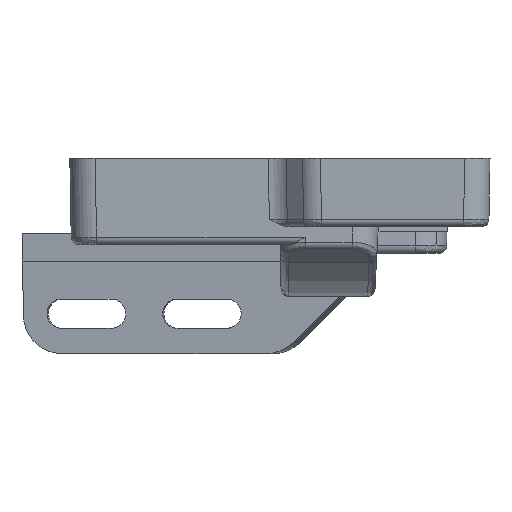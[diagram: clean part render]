
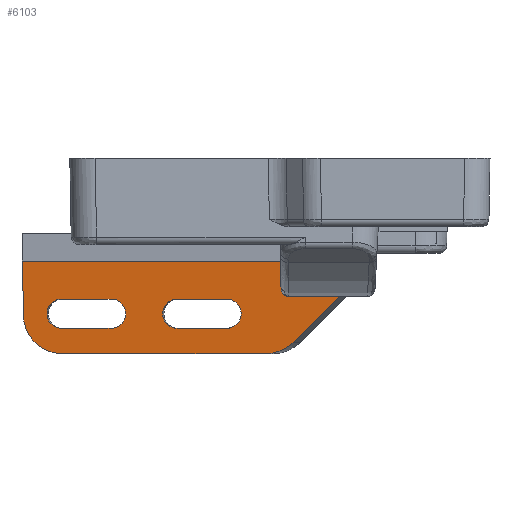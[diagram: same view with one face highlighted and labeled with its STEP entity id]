
A CAD part, left-side view. The second image highlights one B-rep face of the part: STEP entity #6103.
In plain terms, the highlighted planar face has unit normal (-0.993, 0.122, 0).
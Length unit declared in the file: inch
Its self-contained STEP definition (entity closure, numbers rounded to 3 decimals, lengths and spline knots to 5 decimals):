
#136=FACE_BOUND('',#2288,.T.);
#137=FACE_BOUND('',#2289,.T.);
#322=PLANE('',#6629);
#653=LINE('',#9638,#1255);
#848=LINE('',#10538,#1450);
#867=LINE('',#10588,#1469);
#868=LINE('',#10590,#1470);
#869=LINE('',#10592,#1471);
#870=LINE('',#10596,#1472);
#871=LINE('',#10599,#1473);
#872=LINE('',#10602,#1474);
#873=LINE('',#10606,#1475);
#874=LINE('',#10610,#1476);
#875=LINE('',#10614,#1477);
#1255=VECTOR('',#7450,0.11054);
#1450=VECTOR('',#7965,0.20234);
#1469=VECTOR('',#8016,1.02671);
#1470=VECTOR('',#8017,0.11002);
#1471=VECTOR('',#8018,0.32523);
#1472=VECTOR('',#8021,0.81242);
#1473=VECTOR('',#8024,0.25915);
#1474=VECTOR('',#8025,0.19661);
#1475=VECTOR('',#8028,0.19661);
#1476=VECTOR('',#8031,0.19661);
#1477=VECTOR('',#8034,0.19661);
#1900=FACE_OUTER_BOUND('',#2287,.T.);
#2287=EDGE_LOOP('',(#5292,#5293,#5294,#5295,#5296,#5297,#5298,#5299,#5300,
#5301));
#2288=EDGE_LOOP('',(#5302,#5303,#5304,#5305));
#2289=EDGE_LOOP('',(#5306,#5307,#5308,#5309));
#2500=ELLIPSE('',#6452,0.03023,0.03);
#2647=CIRCLE('',#6630,0.153);
#2648=CIRCLE('',#6631,0.153);
#2649=CIRCLE('',#6632,0.058);
#2650=CIRCLE('',#6633,0.058);
#2651=CIRCLE('',#6634,0.058);
#2652=CIRCLE('',#6635,0.058);
#2980=VERTEX_POINT('',#9610);
#2981=VERTEX_POINT('',#9611);
#2988=VERTEX_POINT('',#9636);
#3139=VERTEX_POINT('',#10537);
#3148=VERTEX_POINT('',#10587);
#3149=VERTEX_POINT('',#10589);
#3150=VERTEX_POINT('',#10591);
#3151=VERTEX_POINT('',#10593);
#3152=VERTEX_POINT('',#10595);
#3153=VERTEX_POINT('',#10597);
#3154=VERTEX_POINT('',#10600);
#3155=VERTEX_POINT('',#10601);
#3156=VERTEX_POINT('',#10603);
#3157=VERTEX_POINT('',#10605);
#3158=VERTEX_POINT('',#10608);
#3159=VERTEX_POINT('',#10609);
#3160=VERTEX_POINT('',#10611);
#3161=VERTEX_POINT('',#10613);
#3621=EDGE_CURVE('',#2980,#2981,#2500,.F.);
#3632=EDGE_CURVE('',#2988,#2980,#653,.T.);
#3902=EDGE_CURVE('',#2981,#3139,#848,.T.);
#3927=EDGE_CURVE('',#3148,#2988,#867,.T.);
#3928=EDGE_CURVE('',#3149,#3148,#868,.T.);
#3929=EDGE_CURVE('',#3149,#3150,#869,.T.);
#3930=EDGE_CURVE('',#3151,#3150,#2647,.T.);
#3931=EDGE_CURVE('',#3151,#3152,#870,.T.);
#3932=EDGE_CURVE('',#3153,#3152,#2648,.T.);
#3933=EDGE_CURVE('',#3139,#3153,#871,.T.);
#3934=EDGE_CURVE('',#3154,#3155,#872,.T.);
#3935=EDGE_CURVE('',#3155,#3156,#2649,.T.);
#3936=EDGE_CURVE('',#3156,#3157,#873,.T.);
#3937=EDGE_CURVE('',#3157,#3154,#2650,.T.);
#3938=EDGE_CURVE('',#3158,#3159,#874,.T.);
#3939=EDGE_CURVE('',#3159,#3160,#2651,.T.);
#3940=EDGE_CURVE('',#3160,#3161,#875,.T.);
#3941=EDGE_CURVE('',#3161,#3158,#2652,.T.);
#5292=ORIENTED_EDGE('',*,*,#3632,.F.);
#5293=ORIENTED_EDGE('',*,*,#3927,.F.);
#5294=ORIENTED_EDGE('',*,*,#3928,.F.);
#5295=ORIENTED_EDGE('',*,*,#3929,.T.);
#5296=ORIENTED_EDGE('',*,*,#3930,.F.);
#5297=ORIENTED_EDGE('',*,*,#3931,.T.);
#5298=ORIENTED_EDGE('',*,*,#3932,.F.);
#5299=ORIENTED_EDGE('',*,*,#3933,.F.);
#5300=ORIENTED_EDGE('',*,*,#3902,.F.);
#5301=ORIENTED_EDGE('',*,*,#3621,.F.);
#5302=ORIENTED_EDGE('',*,*,#3934,.T.);
#5303=ORIENTED_EDGE('',*,*,#3935,.T.);
#5304=ORIENTED_EDGE('',*,*,#3936,.T.);
#5305=ORIENTED_EDGE('',*,*,#3937,.T.);
#5306=ORIENTED_EDGE('',*,*,#3938,.T.);
#5307=ORIENTED_EDGE('',*,*,#3939,.T.);
#5308=ORIENTED_EDGE('',*,*,#3940,.T.);
#5309=ORIENTED_EDGE('',*,*,#3941,.T.);
#6103=ADVANCED_FACE('',(#1900,#136,#137),#322,.T.);
#6452=AXIS2_PLACEMENT_3D('',#9612,#7437,#7438);
#6629=AXIS2_PLACEMENT_3D('',#10586,#8014,#8015);
#6630=AXIS2_PLACEMENT_3D('',#10594,#8019,#8020);
#6631=AXIS2_PLACEMENT_3D('',#10598,#8022,#8023);
#6632=AXIS2_PLACEMENT_3D('',#10604,#8026,#8027);
#6633=AXIS2_PLACEMENT_3D('',#10607,#8029,#8030);
#6634=AXIS2_PLACEMENT_3D('',#10612,#8032,#8033);
#6635=AXIS2_PLACEMENT_3D('',#10615,#8035,#8036);
#7437=DIRECTION('center_axis',(0.993,-0.122,0.));
#7438=DIRECTION('ref_axis',(0.122,0.993,0.));
#7450=DIRECTION('',(-0.002,-0.017,-1.));
#7965=DIRECTION('',(-0.122,-0.993,0.));
#8014=DIRECTION('center_axis',(-0.993,0.122,0.));
#8015=DIRECTION('ref_axis',(0.,0.,1.));
#8016=DIRECTION('',(-0.122,-0.993,0.));
#8017=DIRECTION('',(-0.002,-0.017,-1.));
#8018=DIRECTION('',(-0.002,-0.017,-1.));
#8019=DIRECTION('center_axis',(0.993,-0.122,0.));
#8020=DIRECTION('ref_axis',(0.085,0.696,-0.713));
#8021=DIRECTION('',(-0.122,-0.993,0.));
#8022=DIRECTION('center_axis',(0.993,-0.122,0.));
#8023=DIRECTION('ref_axis',(-0.046,-0.376,-0.926));
#8024=DIRECTION('',(0.087,0.708,-0.701));
#8025=DIRECTION('',(0.122,0.993,0.));
#8026=DIRECTION('center_axis',(0.993,-0.122,0.));
#8027=DIRECTION('ref_axis',(0.,0.,1.));
#8028=DIRECTION('',(-0.122,-0.993,0.));
#8029=DIRECTION('center_axis',(0.993,-0.122,0.));
#8030=DIRECTION('ref_axis',(0.,0.,-1.));
#8031=DIRECTION('',(0.122,0.993,0.));
#8032=DIRECTION('center_axis',(0.993,-0.122,0.));
#8033=DIRECTION('ref_axis',(0.,0.,1.));
#8034=DIRECTION('',(-0.122,-0.993,0.));
#8035=DIRECTION('center_axis',(0.993,-0.122,0.));
#8036=DIRECTION('ref_axis',(0.,0.,-1.));
#9610=CARTESIAN_POINT('',(1.42059,0.14763,-0.56552));
#9611=CARTESIAN_POINT('',(1.4169,0.11763,-0.595));
#9612=CARTESIAN_POINT('Origin',(1.4169,0.11763,-0.565));
#9636=CARTESIAN_POINT('',(1.42082,0.14956,-0.455));
#9638=CARTESIAN_POINT('',(1.42119,0.1525,-0.28672));
#10537=CARTESIAN_POINT('',(1.39225,-0.0832,-0.595));
#10538=CARTESIAN_POINT('',(1.43023,0.22619,-0.595));
#10586=CARTESIAN_POINT('Origin',(1.48269,0.65343,-0.58145));
#10587=CARTESIAN_POINT('',(1.54595,1.16861,-0.455));
#10588=CARTESIAN_POINT('',(1.48053,0.63584,-0.455));
#10589=CARTESIAN_POINT('',(1.54618,1.17053,-0.345));
#10590=CARTESIAN_POINT('',(1.54592,1.16839,-0.46777));
#10591=CARTESIAN_POINT('',(1.54549,1.1649,-0.67018));
#10592=CARTESIAN_POINT('',(1.54517,1.16229,-0.82051));
#10593=CARTESIAN_POINT('',(1.52685,1.01306,-0.82051));
#10594=CARTESIAN_POINT('Origin',(1.52685,1.01306,-0.66751));
#10595=CARTESIAN_POINT('',(1.42784,0.2067,-0.82051));
#10596=CARTESIAN_POINT('',(1.42021,0.14457,-0.82051));
#10597=CARTESIAN_POINT('',(1.41477,0.10026,-0.77664));
#10598=CARTESIAN_POINT('Origin',(1.42784,0.2067,-0.66751));
#10599=CARTESIAN_POINT('',(1.42183,0.15775,-0.83356));
#10600=CARTESIAN_POINT('',(1.44696,0.36241,-0.72125));
#10601=CARTESIAN_POINT('',(1.47092,0.55756,-0.72125));
#10602=CARTESIAN_POINT('',(1.47681,0.60549,-0.72125));
#10603=CARTESIAN_POINT('',(1.47092,0.55756,-0.60525));
#10604=CARTESIAN_POINT('Origin',(1.47092,0.55756,-0.66325));
#10605=CARTESIAN_POINT('',(1.44696,0.36241,-0.60525));
#10606=CARTESIAN_POINT('',(1.46483,0.50792,-0.60525));
#10607=CARTESIAN_POINT('Origin',(1.44696,0.36241,-0.66325));
#10608=CARTESIAN_POINT('',(1.50302,0.81898,-0.72125));
#10609=CARTESIAN_POINT('',(1.52698,1.01413,-0.72125));
#10610=CARTESIAN_POINT('',(1.50484,0.83378,-0.72125));
#10611=CARTESIAN_POINT('',(1.52698,1.01413,-0.60525));
#10612=CARTESIAN_POINT('Origin',(1.52698,1.01413,-0.66325));
#10613=CARTESIAN_POINT('',(1.50302,0.81898,-0.60525));
#10614=CARTESIAN_POINT('',(1.49286,0.73621,-0.60525));
#10615=CARTESIAN_POINT('Origin',(1.50302,0.81898,-0.66325));
